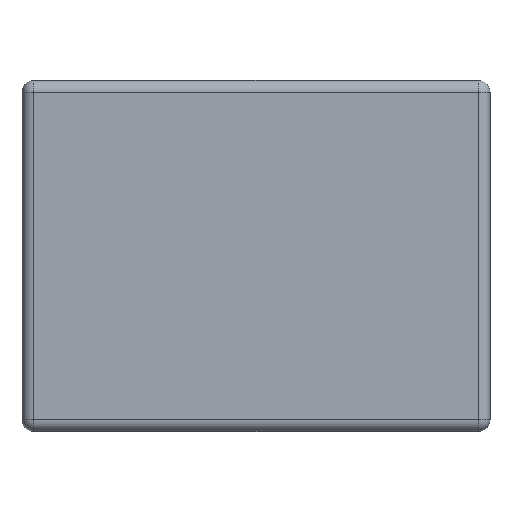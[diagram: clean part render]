
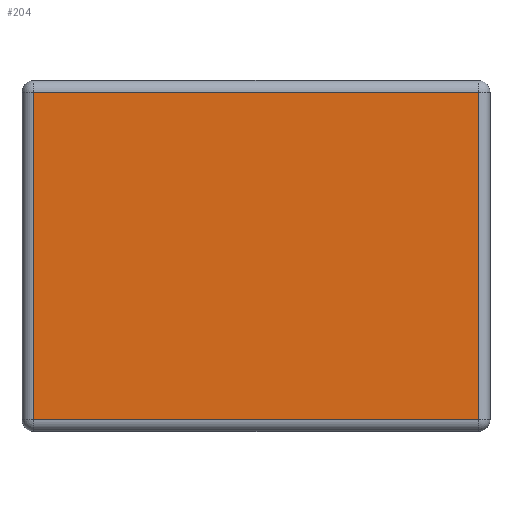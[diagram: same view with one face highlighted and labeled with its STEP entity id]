
A CAD part, top view. The second image highlights one B-rep face of the part: STEP entity #204.
In plain terms, the highlighted planar face has unit normal (0, 0, 1).
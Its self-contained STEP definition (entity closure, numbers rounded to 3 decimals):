
#204 = ADVANCED_FACE( '', ( #438 ), #439, .T. );
#438 = FACE_OUTER_BOUND( '', #711, .T. );
#439 = PLANE( '', #712 );
#711 = EDGE_LOOP( '', ( #1214, #1215, #1216, #1217 ) );
#712 = AXIS2_PLACEMENT_3D( '', #1218, #1219, #1220 );
#1214 = ORIENTED_EDGE( '', *, *, #1707, .T. );
#1215 = ORIENTED_EDGE( '', *, *, #1710, .T. );
#1216 = ORIENTED_EDGE( '', *, *, #1620, .T. );
#1217 = ORIENTED_EDGE( '', *, *, #1634, .T. );
#1218 = CARTESIAN_POINT( '', ( 0., 0., 20. ) );
#1219 = DIRECTION( '', ( 0., 0., 1. ) );
#1220 = DIRECTION( '', ( 1., 0., 0. ) );
#1620 = EDGE_CURVE( '', #1946, #1944, #1947, .T. );
#1634 = EDGE_CURVE( '', #1944, #1965, #1967, .T. );
#1707 = EDGE_CURVE( '', #1965, #1937, #2079, .T. );
#1710 = EDGE_CURVE( '', #1937, #1946, #2082, .T. );
#1937 = VERTEX_POINT( '', #2379 );
#1944 = VERTEX_POINT( '', #2386 );
#1946 = VERTEX_POINT( '', #2388 );
#1947 = LINE( '', #2389, #2390 );
#1965 = VERTEX_POINT( '', #2415 );
#1967 = LINE( '', #2417, #2418 );
#2079 = LINE( '', #2574, #2575 );
#2082 = LINE( '', #2578, #2579 );
#2379 = CARTESIAN_POINT( '', ( 28.5, 21., 20. ) );
#2386 = CARTESIAN_POINT( '', ( -28.5, -21., 20. ) );
#2388 = CARTESIAN_POINT( '', ( -28.5, 21., 20. ) );
#2389 = CARTESIAN_POINT( '', ( -28.5, -22.5, 20. ) );
#2390 = VECTOR( '', #2863, 1000. );
#2415 = CARTESIAN_POINT( '', ( 28.5, -21., 20. ) );
#2417 = CARTESIAN_POINT( '', ( 30., -21., 20. ) );
#2418 = VECTOR( '', #2880, 1000. );
#2574 = CARTESIAN_POINT( '', ( 28.5, 22.5, 20. ) );
#2575 = VECTOR( '', #2955, 1000. );
#2578 = CARTESIAN_POINT( '', ( -30., 21., 20. ) );
#2579 = VECTOR( '', #2959, 1000. );
#2863 = DIRECTION( '', ( 0., -1., 0. ) );
#2880 = DIRECTION( '', ( 1., 0., 0. ) );
#2955 = DIRECTION( '', ( 0., 1., 0. ) );
#2959 = DIRECTION( '', ( -1., 0., 0. ) );
